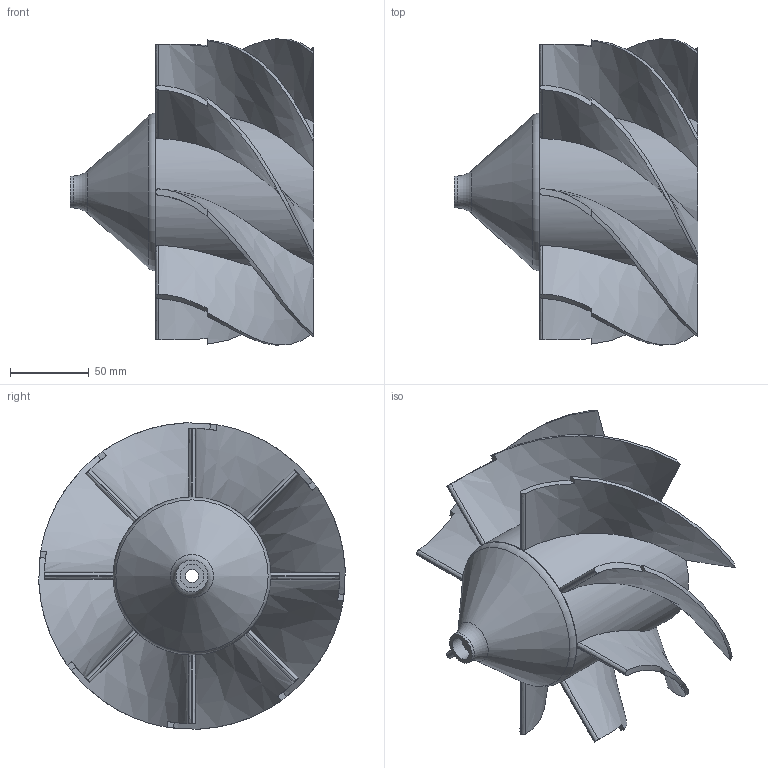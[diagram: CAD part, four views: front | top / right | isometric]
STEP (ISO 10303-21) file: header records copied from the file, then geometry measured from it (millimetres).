
FILE_DESCRIPTION(/* description */ ('','CAx-IF Rec.Pracs.---Representation and Presentation of Product Manufacturing Information (PMI)---4.0---2014-10-13'),/* implementation_level */ '2;1');
FILE_NAME(/* name */ 'MK2_EU_8inch_Impeller.stp',/* time_stamp */ '2025-08-16T10:07:16+02:00',/* author */ ('Capturing Dust'),/* organization */ ('Makerr.Studio'),/* preprocessor_version */ 'ST-DEVELOPER v18.1',/* originating_system */ 'Autodesk Inventor 2021',/* authorisation */ '');
FILE_SCHEMA (('AP242_MANAGED_MODEL_BASED_3D_ENGINEERING_MIM_LF { 1 0 10303 442 1 1 4 }'));
Length unit declared in the file: millimetre
Products named in the file (1): MK2_EU_8inch_Impeller
Bounding box: 154.13 x 194.04 x 194.04 mm (x, y, z)
Volume: 508731.7 mm3; surface area: 183215.6 mm2
Topology: 1 solids, 1 shells, 93 faces, 275 edges, 185 vertices
Faces by surface type: bspline 35, cylinder 29, plane 25, torus 2, cone 2
Full cylindrical faces by diameter (mm): 8.1 x1, 14.85 x1, 20.25 x1, 92 x1, 99.9 x1
Entity records: 5859 total; most frequent: CARTESIAN_POINT 3631, ORIENTED_EDGE 532, DIRECTION 315, EDGE_CURVE 266, VERTEX_POINT 181, B_SPLINE_CURVE_WITH_KNOTS 152, AXIS2_PLACEMENT_3D 138, EDGE_LOOP 95
